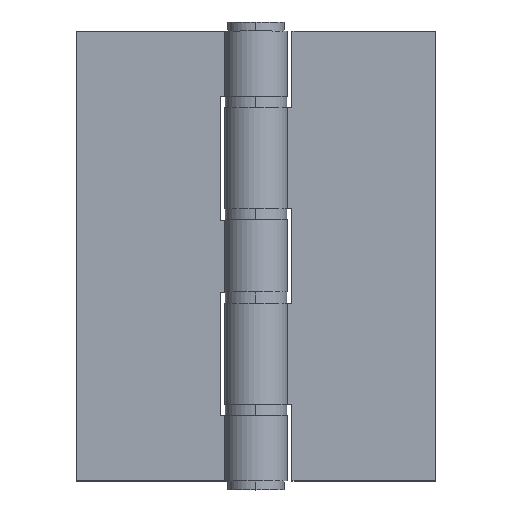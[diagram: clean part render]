
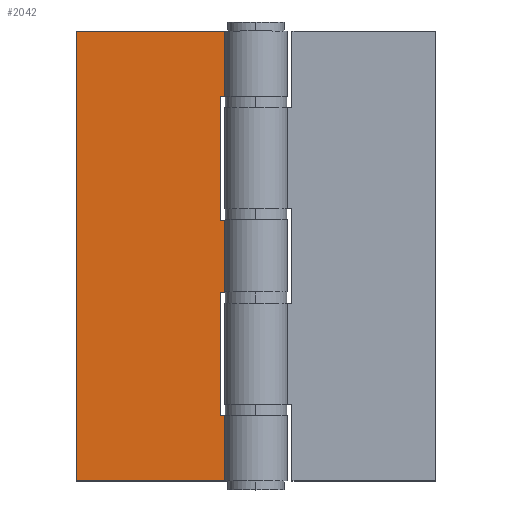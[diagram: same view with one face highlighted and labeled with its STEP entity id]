
A CAD part, top view. The second image highlights one B-rep face of the part: STEP entity #2042.
In plain terms, the highlighted planar face has unit normal (0, 0, 1).
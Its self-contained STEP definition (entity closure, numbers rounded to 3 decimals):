
#24 = VERTEX_POINT ( 'NONE', #243 ) ;
#211 = EDGE_CURVE ( 'NONE', #24, #2185, #610, .T. ) ;
#243 = CARTESIAN_POINT ( 'NONE',  ( -11.489, -71., -8. ) ) ;
#607 = DIRECTION ( 'NONE',  ( 0., -1., 0. ) ) ;
#608 = VECTOR ( 'NONE', #607, 1000. ) ;
#609 = CARTESIAN_POINT ( 'NONE',  ( -11.489, 100., -8. ) ) ;
#610 = LINE ( 'NONE', #609, #608 ) ;
#848 = CARTESIAN_POINT ( 'NONE',  ( -16., -71., -8. ) ) ;
#849 = DIRECTION ( 'NONE',  ( -1., 0., 0. ) ) ;
#850 = VECTOR ( 'NONE', #849, 1000. ) ;
#851 = CARTESIAN_POINT ( 'NONE',  ( -11.489, -71., -8. ) ) ;
#852 = LINE ( 'NONE', #851, #850 ) ;
#853 = DIRECTION ( 'NONE',  ( -1., 0., 0. ) ) ;
#854 = DIRECTION ( 'NONE',  ( 0., 0., -1. ) ) ;
#855 = CARTESIAN_POINT ( 'NONE',  ( -11.489, 100., -8. ) ) ;
#856 = AXIS2_PLACEMENT_3D ( 'NONE', #855, #854, #853 ) ;
#857 = PLANE ( 'NONE',  #856 ) ;
#858 = FACE_OUTER_BOUND ( 'NONE', #2043, .T. ) ;
#859 = DIRECTION ( 'NONE',  ( 0., -1., 0. ) ) ;
#860 = VECTOR ( 'NONE', #859, 1000. ) ;
#861 = CARTESIAN_POINT ( 'NONE',  ( -80., 100., -8. ) ) ;
#862 = LINE ( 'NONE', #861, #860 ) ;
#884 = CARTESIAN_POINT ( 'NONE',  ( -80., -100., -8. ) ) ;
#885 = DIRECTION ( 'NONE',  ( 1., 0., 0. ) ) ;
#886 = VECTOR ( 'NONE', #885, 1000. ) ;
#887 = CARTESIAN_POINT ( 'NONE',  ( -11.489, -100., -8. ) ) ;
#892 = LINE ( 'NONE', #887, #886 ) ;
#928 = CARTESIAN_POINT ( 'NONE',  ( -11.489, 71., -8. ) ) ;
#929 = DIRECTION ( 'NONE',  ( 0., -1., 0. ) ) ;
#930 = VECTOR ( 'NONE', #929, 1000. ) ;
#931 = CARTESIAN_POINT ( 'NONE',  ( -11.489, 100., -8. ) ) ;
#936 = LINE ( 'NONE', #931, #930 ) ;
#946 = CARTESIAN_POINT ( 'NONE',  ( -11.489, -16., -8. ) ) ;
#947 = CARTESIAN_POINT ( 'NONE',  ( -11.489, 16., -8. ) ) ;
#948 = DIRECTION ( 'NONE',  ( 0., -1., 0. ) ) ;
#949 = VECTOR ( 'NONE', #948, 1000. ) ;
#950 = CARTESIAN_POINT ( 'NONE',  ( -11.489, 100., -8. ) ) ;
#951 = LINE ( 'NONE', #950, #949 ) ;
#1010 = DIRECTION ( 'NONE',  ( 1., 0., 0. ) ) ;
#1011 = VECTOR ( 'NONE', #1010, 1000. ) ;
#1012 = CARTESIAN_POINT ( 'NONE',  ( -11.489, 100., -8. ) ) ;
#1013 = LINE ( 'NONE', #1012, #1011 ) ;
#1014 = CARTESIAN_POINT ( 'NONE',  ( -80., 100., -8. ) ) ;
#1025 = CARTESIAN_POINT ( 'NONE',  ( -11.489, 100., -8. ) ) ;
#1085 = CARTESIAN_POINT ( 'NONE',  ( -11.489, -100., -8. ) ) ;
#1086 = DIRECTION ( 'NONE',  ( 0., 1., 0. ) ) ;
#1087 = VECTOR ( 'NONE', #1086, 1000. ) ;
#1088 = CARTESIAN_POINT ( 'NONE',  ( -16., 100., -8. ) ) ;
#1089 = LINE ( 'NONE', #1088, #1087 ) ;
#1094 = CARTESIAN_POINT ( 'NONE',  ( -16., -16., -8. ) ) ;
#1132 = CARTESIAN_POINT ( 'NONE',  ( -11.489, 16., -8. ) ) ;
#1133 = LINE ( 'NONE', #1132, #1197 ) ;
#1134 = DIRECTION ( 'NONE',  ( 1., 0., 0. ) ) ;
#1135 = VECTOR ( 'NONE', #1134, 1000. ) ;
#1136 = CARTESIAN_POINT ( 'NONE',  ( -11.489, -16., -8. ) ) ;
#1137 = LINE ( 'NONE', #1136, #1135 ) ;
#1186 = DIRECTION ( 'NONE',  ( 1., 0., 0. ) ) ;
#1187 = VECTOR ( 'NONE', #1186, 1000. ) ;
#1188 = CARTESIAN_POINT ( 'NONE',  ( -11.489, 71., -8. ) ) ;
#1189 = LINE ( 'NONE', #1188, #1187 ) ;
#1190 = CARTESIAN_POINT ( 'NONE',  ( -16., 71., -8. ) ) ;
#1191 = DIRECTION ( 'NONE',  ( 0., 1., 0. ) ) ;
#1192 = VECTOR ( 'NONE', #1191, 1000. ) ;
#1193 = CARTESIAN_POINT ( 'NONE',  ( -16., 100., -8. ) ) ;
#1194 = LINE ( 'NONE', #1193, #1192 ) ;
#1195 = CARTESIAN_POINT ( 'NONE',  ( -16., 16., -8. ) ) ;
#1196 = DIRECTION ( 'NONE',  ( -1., 0., 0. ) ) ;
#1197 = VECTOR ( 'NONE', #1196, 1000. ) ;
#2039 = EDGE_CURVE ( 'NONE', #2144, #2072, #862, .T. ) ;
#2042 = ADVANCED_FACE ( 'NONE', ( #858 ), #857, .F. ) ;
#2043 = EDGE_LOOP ( 'NONE', ( #2044, #2045, #2048, #2177, #2235, #2236, #2239, #2242, #2244, #2245, #2246, #2247 ) ) ;
#2044 = ORIENTED_EDGE ( 'NONE', *, *, #211, .F. ) ;
#2045 = ORIENTED_EDGE ( 'NONE', *, *, #2046, .T. ) ;
#2046 = EDGE_CURVE ( 'NONE', #24, #2047, #852, .T. ) ;
#2047 = VERTEX_POINT ( 'NONE', #848 ) ;
#2048 = ORIENTED_EDGE ( 'NONE', *, *, #2182, .T. ) ;
#2071 = EDGE_CURVE ( 'NONE', #2072, #2185, #892, .T. ) ;
#2072 = VERTEX_POINT ( 'NONE', #884 ) ;
#2084 = EDGE_CURVE ( 'NONE', #2137, #2085, #936, .T. ) ;
#2085 = VERTEX_POINT ( 'NONE', #928 ) ;
#2114 = EDGE_CURVE ( 'NONE', #2115, #2116, #951, .T. ) ;
#2115 = VERTEX_POINT ( 'NONE', #947 ) ;
#2116 = VERTEX_POINT ( 'NONE', #946 ) ;
#2137 = VERTEX_POINT ( 'NONE', #1025 ) ;
#2144 = VERTEX_POINT ( 'NONE', #1014 ) ;
#2146 = EDGE_CURVE ( 'NONE', #2144, #2137, #1013, .T. ) ;
#2177 = ORIENTED_EDGE ( 'NONE', *, *, #2234, .T. ) ;
#2180 = VERTEX_POINT ( 'NONE', #1094 ) ;
#2182 = EDGE_CURVE ( 'NONE', #2047, #2180, #1089, .T. ) ;
#2185 = VERTEX_POINT ( 'NONE', #1085 ) ;
#2234 = EDGE_CURVE ( 'NONE', #2180, #2116, #1137, .T. ) ;
#2235 = ORIENTED_EDGE ( 'NONE', *, *, #2114, .F. ) ;
#2236 = ORIENTED_EDGE ( 'NONE', *, *, #2237, .T. ) ;
#2237 = EDGE_CURVE ( 'NONE', #2115, #2238, #1133, .T. ) ;
#2238 = VERTEX_POINT ( 'NONE', #1195 ) ;
#2239 = ORIENTED_EDGE ( 'NONE', *, *, #2240, .T. ) ;
#2240 = EDGE_CURVE ( 'NONE', #2238, #2241, #1194, .T. ) ;
#2241 = VERTEX_POINT ( 'NONE', #1190 ) ;
#2242 = ORIENTED_EDGE ( 'NONE', *, *, #2243, .T. ) ;
#2243 = EDGE_CURVE ( 'NONE', #2241, #2085, #1189, .T. ) ;
#2244 = ORIENTED_EDGE ( 'NONE', *, *, #2084, .F. ) ;
#2245 = ORIENTED_EDGE ( 'NONE', *, *, #2146, .F. ) ;
#2246 = ORIENTED_EDGE ( 'NONE', *, *, #2039, .T. ) ;
#2247 = ORIENTED_EDGE ( 'NONE', *, *, #2071, .T. ) ;
